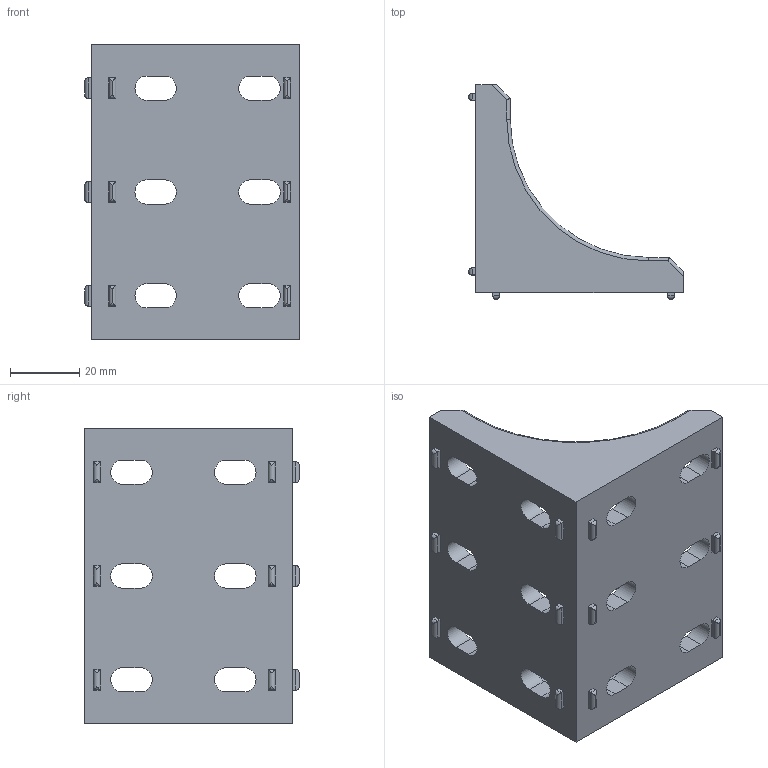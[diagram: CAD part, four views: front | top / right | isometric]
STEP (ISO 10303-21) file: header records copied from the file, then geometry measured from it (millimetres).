
FILE_DESCRIPTION((''),'2;1');
FILE_NAME('DCB6085-6.stp','2009-08-31T16:18:24',('Administrator'),(''),'Autodesk Inventor 2008','Autodesk Inventor 2008','');
FILE_SCHEMA(('AUTOMOTIVE_DESIGN { 1 0 10303 214 1 1 1 1 }'));
Length unit declared in the file: millimetre
Products named in the file (1): DCB6085-6
Bounding box: 62 x 62 x 85 mm (x, y, z)
Volume: 58974.5 mm3; surface area: 25253.7 mm2
Topology: 1 solids, 1 shells, 184 faces, 442 edges, 272 vertices
Faces by surface type: plane 96, cylinder 84, torus 4
Entity records: 5344 total; most frequent: DIRECTION 940, CARTESIAN_POINT 899, ORIENTED_EDGE 884, EDGE_CURVE 442, VECTOR 314, LINE 314, AXIS2_PLACEMENT_3D 313, VERTEX_POINT 272
